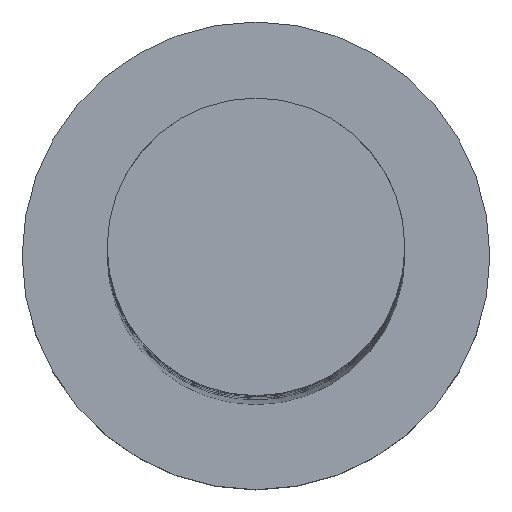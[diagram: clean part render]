
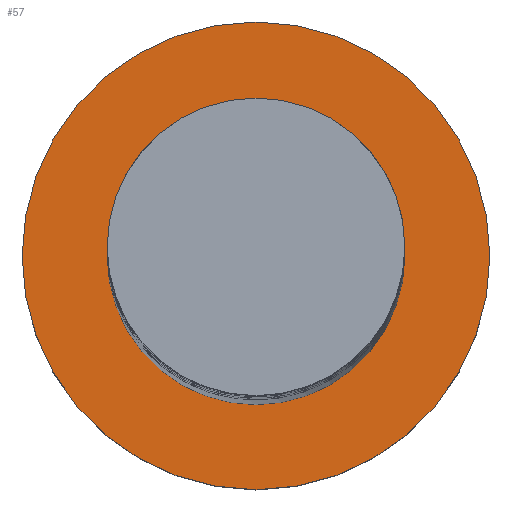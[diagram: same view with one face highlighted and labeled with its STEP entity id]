
A CAD part, top view. The second image highlights one B-rep face of the part: STEP entity #57.
In plain terms, the highlighted planar face has unit normal (0, 0, 1).
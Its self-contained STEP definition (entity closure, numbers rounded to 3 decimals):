
#57 = ADVANCED_FACE ( 'NONE', ( #677, #1791 ), #1812, .T. ) ;
#62 = CARTESIAN_POINT ( 'NONE',  ( 0., 0., 7. ) ) ;
#71 = EDGE_LOOP ( 'NONE', ( #634, #106 ) ) ;
#90 = DIRECTION ( 'NONE',  ( 1., 0., 0. ) ) ;
#106 = ORIENTED_EDGE ( 'NONE', *, *, #1184, .T. ) ;
#236 = DIRECTION ( 'NONE',  ( 0., 0., 1. ) ) ;
#247 = ORIENTED_EDGE ( 'NONE', *, *, #266, .F. ) ;
#266 = EDGE_CURVE ( 'NONE', #592, #1325, #675, .T. ) ;
#309 = AXIS2_PLACEMENT_3D ( 'NONE', #612, #1737, #750 ) ;
#371 = CARTESIAN_POINT ( 'NONE',  ( 0., 0., 7. ) ) ;
#431 = CARTESIAN_POINT ( 'NONE',  ( -7., 0., 7. ) ) ;
#488 = CIRCLE ( 'NONE', #1453, 11. ) ;
#592 = VERTEX_POINT ( 'NONE', #431 ) ;
#606 = CARTESIAN_POINT ( 'NONE',  ( -11., 0., 7. ) ) ;
#612 = CARTESIAN_POINT ( 'NONE',  ( 0., 0., 7. ) ) ;
#634 = ORIENTED_EDGE ( 'NONE', *, *, #1222, .T. ) ;
#675 = CIRCLE ( 'NONE', #309, 7. ) ;
#677 = FACE_BOUND ( 'NONE', #1832, .T. ) ;
#750 = DIRECTION ( 'NONE',  ( 1., 0., 0. ) ) ;
#766 = AXIS2_PLACEMENT_3D ( 'NONE', #1759, #937, #1779 ) ;
#797 = DIRECTION ( 'NONE',  ( 0., 0., 1. ) ) ;
#812 = DIRECTION ( 'NONE',  ( 1., 0., 0. ) ) ;
#891 = AXIS2_PLACEMENT_3D ( 'NONE', #62, #1061, #1627 ) ;
#928 = CARTESIAN_POINT ( 'NONE',  ( 7., 0., 7. ) ) ;
#937 = DIRECTION ( 'NONE',  ( 0., 0., 1. ) ) ;
#942 = CIRCLE ( 'NONE', #766, 11. ) ;
#948 = VERTEX_POINT ( 'NONE', #1013 ) ;
#1013 = CARTESIAN_POINT ( 'NONE',  ( 11., 0., 7. ) ) ;
#1061 = DIRECTION ( 'NONE',  ( 0., 0., 1. ) ) ;
#1184 = EDGE_CURVE ( 'NONE', #948, #1632, #942, .T. ) ;
#1222 = EDGE_CURVE ( 'NONE', #1632, #948, #488, .T. ) ;
#1272 = AXIS2_PLACEMENT_3D ( 'NONE', #371, #236, #812 ) ;
#1303 = ORIENTED_EDGE ( 'NONE', *, *, #1410, .F. ) ;
#1325 = VERTEX_POINT ( 'NONE', #928 ) ;
#1410 = EDGE_CURVE ( 'NONE', #1325, #592, #1631, .T. ) ;
#1453 = AXIS2_PLACEMENT_3D ( 'NONE', #1645, #797, #90 ) ;
#1627 = DIRECTION ( 'NONE',  ( 1., 0., 0. ) ) ;
#1631 = CIRCLE ( 'NONE', #891, 7. ) ;
#1632 = VERTEX_POINT ( 'NONE', #606 ) ;
#1645 = CARTESIAN_POINT ( 'NONE',  ( 0., 0., 7. ) ) ;
#1737 = DIRECTION ( 'NONE',  ( 0., 0., 1. ) ) ;
#1759 = CARTESIAN_POINT ( 'NONE',  ( 0., 0., 7. ) ) ;
#1779 = DIRECTION ( 'NONE',  ( 1., 0., 0. ) ) ;
#1791 = FACE_OUTER_BOUND ( 'NONE', #71, .T. ) ;
#1812 = PLANE ( 'NONE',  #1272 ) ;
#1832 = EDGE_LOOP ( 'NONE', ( #247, #1303 ) ) ;
